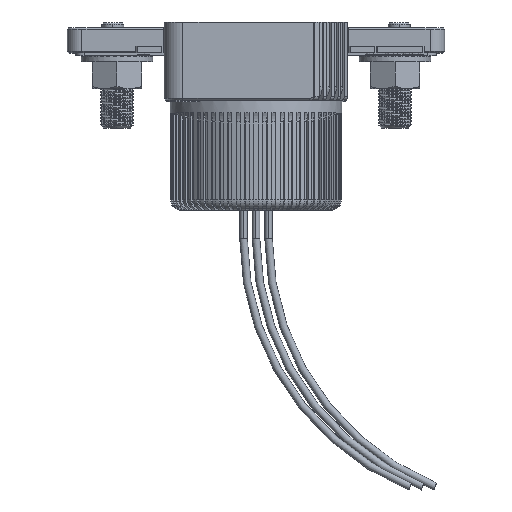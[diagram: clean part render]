
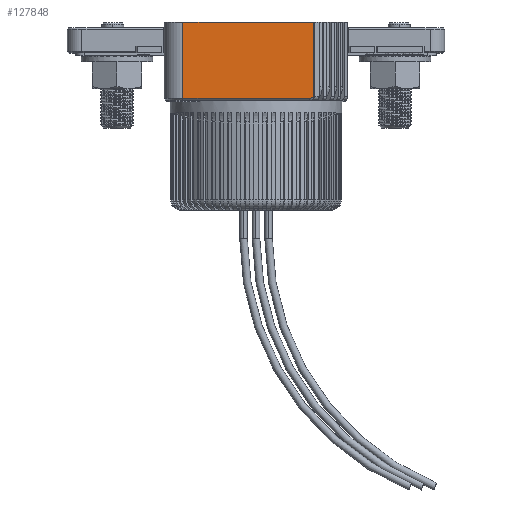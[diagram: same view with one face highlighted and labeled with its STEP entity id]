
A CAD part, top view. The second image highlights one B-rep face of the part: STEP entity #127848.
In plain terms, the highlighted planar face has unit normal (0, 0, 1).
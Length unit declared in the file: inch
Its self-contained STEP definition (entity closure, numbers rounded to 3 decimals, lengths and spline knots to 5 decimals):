
#3709 = VERTEX_POINT ( 'NONE', #27258 ) ;
#4247 = CARTESIAN_POINT ( 'NONE',  ( 0.64324, 1.21497, 1.09608 ) ) ;
#4511 = DIRECTION ( 'NONE',  ( 0., 1., 0. ) ) ;
#4680 = CARTESIAN_POINT ( 'NONE',  ( 0.68524, 1.23133, 1.09608 ) ) ;
#8415 = DIRECTION ( 'NONE',  ( 0., 0., -1. ) ) ;
#10215 = LINE ( 'NONE', #39096, #115734 ) ;
#19120 = ORIENTED_EDGE ( 'NONE', *, *, #91074, .T. ) ;
#20647 = DIRECTION ( 'NONE',  ( 0., -1., 0. ) ) ;
#20782 = EDGE_CURVE ( 'NONE', #109467, #33709, #96094, .T. ) ;
#21105 = CARTESIAN_POINT ( 'NONE',  ( -0.875, 1.21495, 1.09608 ) ) ;
#21154 = EDGE_CURVE ( 'NONE', #127809, #60203, #125861, .T. ) ;
#24840 = CARTESIAN_POINT ( 'NONE',  ( 0.63787, 1.21495, 1.09608 ) ) ;
#25318 = CARTESIAN_POINT ( 'NONE',  ( 0.63787, 1.21495, 1.09608 ) ) ;
#27258 = CARTESIAN_POINT ( 'NONE',  ( 0.68557, 2.12895, 1.09608 ) ) ;
#32239 = ORIENTED_EDGE ( 'NONE', *, *, #54097, .F. ) ;
#33709 = VERTEX_POINT ( 'NONE', #123511 ) ;
#35084 = CARTESIAN_POINT ( 'NONE',  ( 0.66278, 1.21852, 1.09608 ) ) ;
#35592 = ORIENTED_EDGE ( 'NONE', *, *, #61511, .T. ) ;
#38305 = VECTOR ( 'NONE', #4511, 39.37008 ) ;
#39096 = CARTESIAN_POINT ( 'NONE',  ( -0.875, 2.12895, 1.09608 ) ) ;
#45365 = CARTESIAN_POINT ( 'NONE',  ( 0.66558, 1.21949, 1.09608 ) ) ;
#53547 = EDGE_LOOP ( 'NONE', ( #81030, #19120, #32239, #120217, #35592 ) ) ;
#54097 = EDGE_CURVE ( 'NONE', #127809, #3709, #10215, .T. ) ;
#55586 = CARTESIAN_POINT ( 'NONE',  ( 0.66624, 1.21974, 1.09608 ) ) ;
#60203 = VERTEX_POINT ( 'NONE', #122469 ) ;
#61511 = EDGE_CURVE ( 'NONE', #60203, #109467, #119152, .T. ) ;
#63073 = DIRECTION ( 'NONE',  ( 1., 0., 0. ) ) ;
#65430 = CARTESIAN_POINT ( 'NONE',  ( 0.65084, 1.2156, 1.09608 ) ) ;
#65881 = CARTESIAN_POINT ( 'NONE',  ( 0.67889, 1.22462, 1.09608 ) ) ;
#69547 = CARTESIAN_POINT ( 'NONE',  ( -0.875, 1.27495, 1.09608 ) ) ;
#76131 = CARTESIAN_POINT ( 'NONE',  ( 0.68557, 1.23995, 1.09608 ) ) ;
#76930 = FACE_OUTER_BOUND ( 'NONE', #53547, .T. ) ;
#79809 = DIRECTION ( 'NONE',  ( -1., 0., 0. ) ) ;
#81030 = ORIENTED_EDGE ( 'NONE', *, *, #20782, .T. ) ;
#81782 = CARTESIAN_POINT ( 'NONE',  ( -0.875, 1.27495, 1.09608 ) ) ;
#84236 = VECTOR ( 'NONE', #20647, 39.37008 ) ;
#88374 = CARTESIAN_POINT ( 'NONE',  ( -0.875, 2.12895, 1.09608 ) ) ;
#89674 = PLANE ( 'NONE',  #91036 ) ;
#91036 = AXIS2_PLACEMENT_3D ( 'NONE', #69547, #8415, #79809 ) ;
#91074 = EDGE_CURVE ( 'NONE', #33709, #3709, #119832, .T. ) ;
#91906 = VECTOR ( 'NONE', #63073, 39.37008 ) ;
#96094 = B_SPLINE_CURVE_WITH_KNOTS ( 'NONE', 3,
 ( #24840, #4247, #65430, #96247, #35084, #106598, #45365, #116821, #55586, #127181, #65881, #4680, #76131 ),
 .UNSPECIFIED., .F., .F.,
 ( 4, 1, 1, 1, 1, 1, 2, 2, 4 ),
 ( 0., 0.25, 0.375, 0.4375, 0.46875, 0.48438, 0.49219, 0.5, 1. ),
 .UNSPECIFIED. ) ;
#96247 = CARTESIAN_POINT ( 'NONE',  ( 0.65893, 1.21737, 1.09608 ) ) ;
#100290 = DIRECTION ( 'NONE',  ( 1., 0., 0. ) ) ;
#106598 = CARTESIAN_POINT ( 'NONE',  ( 0.66466, 1.21916, 1.09608 ) ) ;
#109467 = VERTEX_POINT ( 'NONE', #25318 ) ;
#115734 = VECTOR ( 'NONE', #100290, 39.37008 ) ;
#116821 = CARTESIAN_POINT ( 'NONE',  ( 0.66598, 1.21964, 1.09608 ) ) ;
#119152 = LINE ( 'NONE', #21105, #91906 ) ;
#119832 = LINE ( 'NONE', #127024, #38305 ) ;
#120217 = ORIENTED_EDGE ( 'NONE', *, *, #21154, .T. ) ;
#122469 = CARTESIAN_POINT ( 'NONE',  ( -0.875, 1.21495, 1.09608 ) ) ;
#123511 = CARTESIAN_POINT ( 'NONE',  ( 0.68557, 1.23995, 1.09608 ) ) ;
#125861 = LINE ( 'NONE', #81782, #84236 ) ;
#127024 = CARTESIAN_POINT ( 'NONE',  ( 0.68557, 1.27495, 1.09608 ) ) ;
#127181 = CARTESIAN_POINT ( 'NONE',  ( 0.66631, 1.21977, 1.09608 ) ) ;
#127809 = VERTEX_POINT ( 'NONE', #88374 ) ;
#127848 = ADVANCED_FACE ( 'NONE', ( #76930 ), #89674, .F. ) ;
